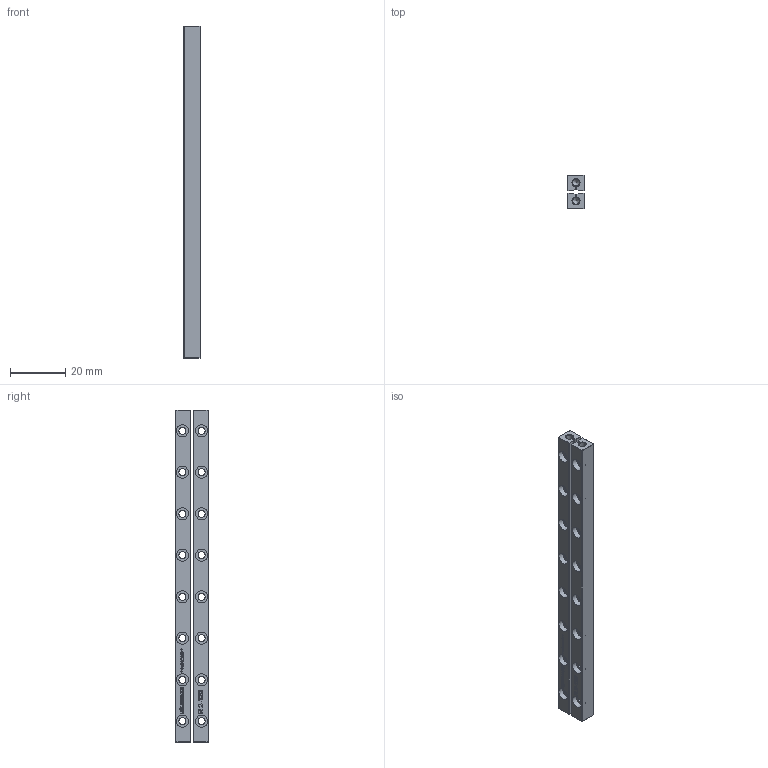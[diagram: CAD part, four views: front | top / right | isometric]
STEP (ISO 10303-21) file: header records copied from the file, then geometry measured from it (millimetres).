
FILE_DESCRIPTION(('FreeCAD Model'),'2;1');
FILE_NAME('R 2-120.step', '2020-08-05T13:17:10',('Author'),(''), 'Open CASCADE STEP processor 6.8','FreeCAD','Unknown');
FILE_SCHEMA(('AUTOMOTIVE_DESIGN_CC2 { 1 2 10303 214 -1 1 5 4 }'));
Length unit declared in the file: millimetre
Products named in the file (2): ASSEMBLY; Schienenpaar
Assembly tree (1 placements, depth 2):
  ASSEMBLY
    Schienenpaar
Bounding box: 6 x 12 x 120 mm (x, y, z)
Volume: 6732.8 mm3; surface area: 6887 mm2
Topology: 2 solids, 2 shells, 694 faces, 1843 edges, 1206 vertices
Faces by surface type: extrusion 407, plane 225, cylinder 38, cone 24
Full cylindrical faces by diameter (mm): 2.5 x4, 2.55 x16, 4.4 x16
Entity records: 45731 total; most frequent: CARTESIAN_POINT 11442, DIRECTION 4922, VECTOR 4096, LINE 3689, ORIENTED_EDGE 3678, PCURVE 3678, DEFINITIONAL_REPRESENTATION 3678, B_SPLINE_CURVE_WITH_KNOTS 2067
